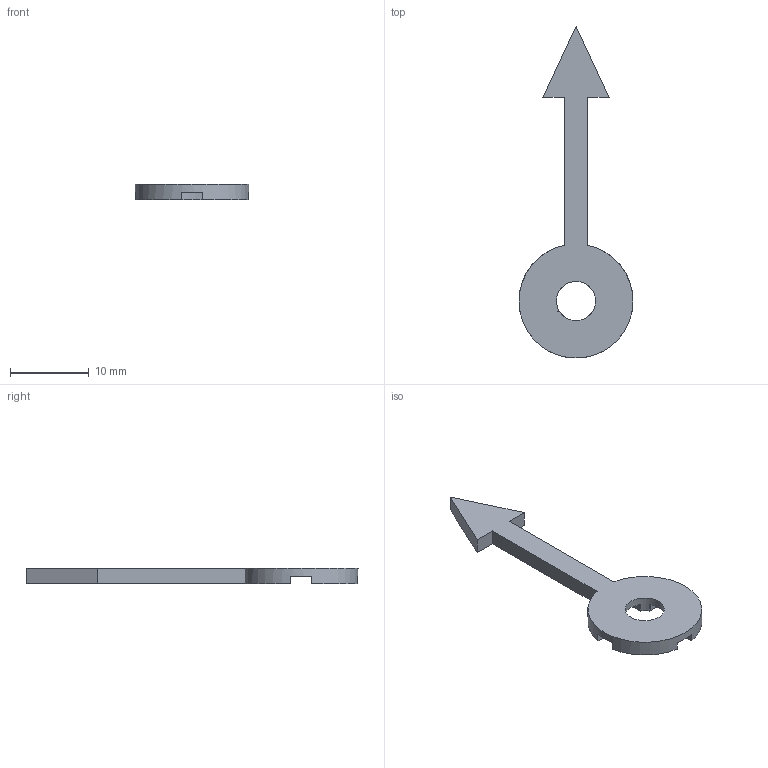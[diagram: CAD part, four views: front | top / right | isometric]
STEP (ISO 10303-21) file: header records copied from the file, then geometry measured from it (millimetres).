
FILE_DESCRIPTION(/* description */ (''),/* implementation_level */ '2;1');
FILE_NAME(/* name */ 'hand.step',/* time_stamp */ '2022-05-08T21:30:05+01:00',/* author */ (''),/* organization */ (''),/* preprocessor_version */ 'ST-DEVELOPER v18.1',/* originating_system */ 'Autodesk Translation Framework v10.14.0.1471',/* authorisation */ '');
FILE_SCHEMA (('AUTOMOTIVE_DESIGN { 1 0 10303 214 3 1 1 }'));
Length unit declared in the file: millimetre
Products named in the file (1): Case
Bounding box: 14.5 x 42.25 x 2 mm (x, y, z)
Volume: 429.8 mm3; surface area: 746.9 mm2
Topology: 1 solids, 1 shells, 34 faces, 98 edges, 65 vertices
Faces by surface type: plane 23, cylinder 11
Entity records: 1169 total; most frequent: DIRECTION 203, CARTESIAN_POINT 198, ORIENTED_EDGE 196, EDGE_CURVE 98, AXIS2_PLACEMENT_3D 70, VERTEX_POINT 65, LINE 63, VECTOR 63
